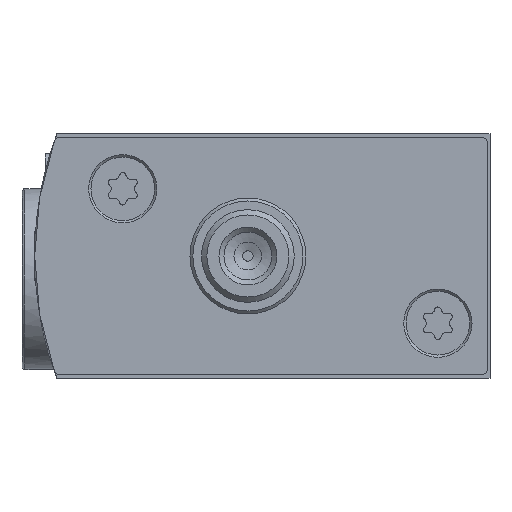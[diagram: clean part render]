
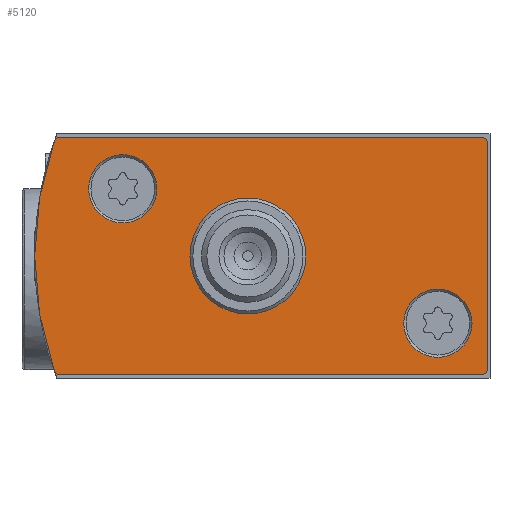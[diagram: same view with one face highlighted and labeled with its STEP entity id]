
A CAD part, left-side view. The second image highlights one B-rep face of the part: STEP entity #5120.
In plain terms, the highlighted planar face has unit normal (-1, 0, 0).
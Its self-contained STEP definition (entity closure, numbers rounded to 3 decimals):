
#539=LINE('',#9077,#994);
#544=LINE('',#9094,#999);
#548=LINE('',#9106,#1003);
#994=VECTOR('',#7460,1000.);
#999=VECTOR('',#7475,1000.);
#1003=VECTOR('',#7487,1000.);
#2142=ORIENTED_EDGE('',*,*,#3036,.F.);
#2143=ORIENTED_EDGE('',*,*,#3037,.T.);
#2144=ORIENTED_EDGE('',*,*,#3038,.T.);
#2145=ORIENTED_EDGE('',*,*,#3013,.F.);
#2146=ORIENTED_EDGE('',*,*,#3032,.F.);
#2147=ORIENTED_EDGE('',*,*,#2989,.F.);
#2148=ORIENTED_EDGE('',*,*,#3030,.F.);
#2149=ORIENTED_EDGE('',*,*,#3027,.F.);
#2150=ORIENTED_EDGE('',*,*,#3024,.F.);
#2151=ORIENTED_EDGE('',*,*,#3021,.F.);
#2152=ORIENTED_EDGE('',*,*,#3017,.F.);
#2989=EDGE_CURVE('',#3541,#3542,#3839,.T.);
#3013=EDGE_CURVE('',#3565,#3566,#539,.T.);
#3017=EDGE_CURVE('',#3566,#3569,#3848,.T.);
#3021=EDGE_CURVE('',#3569,#3572,#544,.T.);
#3024=EDGE_CURVE('',#3572,#3574,#3851,.T.);
#3027=EDGE_CURVE('',#3574,#3576,#548,.T.);
#3030=EDGE_CURVE('',#3576,#3541,#3853,.T.);
#3032=EDGE_CURVE('',#3542,#3565,#3855,.T.);
#3036=EDGE_CURVE('',#3580,#3580,#3859,.F.);
#3037=EDGE_CURVE('',#3581,#3581,#3860,.T.);
#3038=EDGE_CURVE('',#3582,#3582,#3861,.T.);
#3541=VERTEX_POINT('',#9020);
#3542=VERTEX_POINT('',#9021);
#3565=VERTEX_POINT('',#9078);
#3566=VERTEX_POINT('',#9079);
#3569=VERTEX_POINT('',#9087);
#3572=VERTEX_POINT('',#9095);
#3574=VERTEX_POINT('',#9101);
#3576=VERTEX_POINT('',#9107);
#3580=VERTEX_POINT('',#9124);
#3581=VERTEX_POINT('',#9126);
#3582=VERTEX_POINT('',#9128);
#3839=CIRCLE('',#6200,30.);
#3848=CIRCLE('',#6211,0.5);
#3851=CIRCLE('',#6216,0.5);
#3853=CIRCLE('',#6220,0.5);
#3855=CIRCLE('',#6223,0.5);
#3859=CIRCLE('',#6229,5.);
#3860=CIRCLE('',#6230,2.95);
#3861=CIRCLE('',#6231,2.95);
#4190=EDGE_LOOP('',(#2142));
#4191=EDGE_LOOP('',(#2143));
#4192=EDGE_LOOP('',(#2144));
#4193=EDGE_LOOP('',(#2145,#2146,#2147,#2148,#2149,#2150,#2151,#2152));
#4600=FACE_BOUND('',#4190,.T.);
#4601=FACE_BOUND('',#4191,.T.);
#4602=FACE_BOUND('',#4192,.T.);
#4603=FACE_BOUND('',#4193,.T.);
#4864=PLANE('',#6228);
#5120=ADVANCED_FACE('',(#4600,#4601,#4602,#4603),#4864,.F.);
#6200=AXIS2_PLACEMENT_3D('',#9019,#7428,#7429);
#6211=AXIS2_PLACEMENT_3D('',#9086,#7466,#7467);
#6216=AXIS2_PLACEMENT_3D('',#9100,#7480,#7481);
#6220=AXIS2_PLACEMENT_3D('',#9112,#7492,#7493);
#6223=AXIS2_PLACEMENT_3D('',#9115,#7498,#7499);
#6228=AXIS2_PLACEMENT_3D('',#9122,#7508,#7509);
#6229=AXIS2_PLACEMENT_3D('',#9123,#7510,#7511);
#6230=AXIS2_PLACEMENT_3D('',#9125,#7512,#7513);
#6231=AXIS2_PLACEMENT_3D('',#9127,#7514,#7515);
#7428=DIRECTION('',(1.,0.,0.));
#7429=DIRECTION('',(0.,0.,-1.));
#7460=DIRECTION('',(0.,-1.,0.));
#7466=DIRECTION('',(1.,0.,0.));
#7467=DIRECTION('',(0.,0.,-1.));
#7475=DIRECTION('',(0.,0.,-1.));
#7480=DIRECTION('',(1.,0.,0.));
#7481=DIRECTION('',(0.,0.,-1.));
#7487=DIRECTION('',(0.,1.,0.));
#7492=DIRECTION('',(1.,0.,0.));
#7493=DIRECTION('',(0.,0.,-1.));
#7498=DIRECTION('',(1.,0.,0.));
#7499=DIRECTION('',(0.,0.,-1.));
#7508=DIRECTION('',(1.,0.,0.));
#7509=DIRECTION('',(0.,0.,-1.));
#7510=DIRECTION('',(1.,0.,0.));
#7511=DIRECTION('',(0.,0.,-1.));
#7512=DIRECTION('',(1.,0.,0.));
#7513=DIRECTION('',(0.,0.,-1.));
#7514=DIRECTION('',(1.,0.,0.));
#7515=DIRECTION('',(0.,0.,-1.));
#9019=CARTESIAN_POINT('',(0.,9.3,0.));
#9020=CARTESIAN_POINT('',(0.,37.614,-9.915));
#9021=CARTESIAN_POINT('',(0.,37.614,9.915));
#9077=CARTESIAN_POINT('',(0.,37.142,10.25));
#9078=CARTESIAN_POINT('',(0.,37.142,10.25));
#9079=CARTESIAN_POINT('',(0.,0.7,10.25));
#9086=CARTESIAN_POINT('',(0.,0.7,9.75));
#9087=CARTESIAN_POINT('',(0.,0.2,9.75));
#9094=CARTESIAN_POINT('',(0.,0.2,9.75));
#9095=CARTESIAN_POINT('',(0.,0.2,-9.75));
#9100=CARTESIAN_POINT('',(0.,0.7,-9.75));
#9101=CARTESIAN_POINT('',(0.,0.7,-10.25));
#9106=CARTESIAN_POINT('',(0.,0.7,-10.25));
#9107=CARTESIAN_POINT('',(0.,37.142,-10.25));
#9112=CARTESIAN_POINT('',(0.,37.142,-9.75));
#9115=CARTESIAN_POINT('',(0.,37.142,9.75));
#9122=CARTESIAN_POINT('',(0.,0.7,9.75));
#9123=CARTESIAN_POINT('',(0.,20.9,0.));
#9124=CARTESIAN_POINT('',(0.,20.9,-5.));
#9125=CARTESIAN_POINT('',(0.,31.7,5.8));
#9126=CARTESIAN_POINT('',(0.,31.7,2.85));
#9127=CARTESIAN_POINT('',(0.,4.5,-5.8));
#9128=CARTESIAN_POINT('',(0.,4.5,-8.75));
